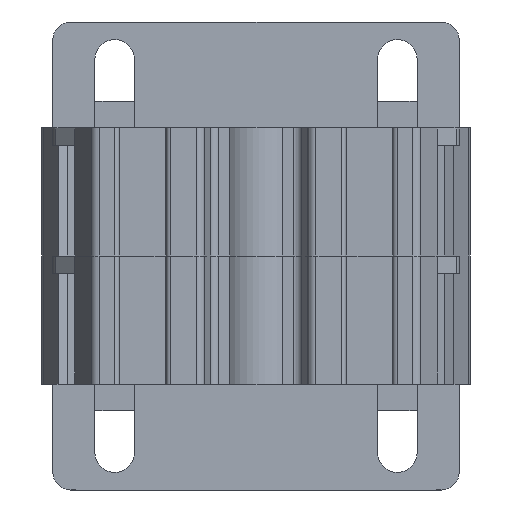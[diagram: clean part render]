
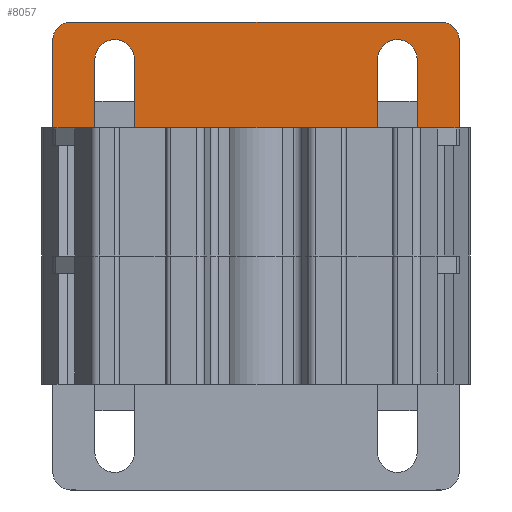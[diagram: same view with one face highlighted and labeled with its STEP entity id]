
A CAD part, front view. The second image highlights one B-rep face of the part: STEP entity #8057.
In plain terms, the highlighted planar face has unit normal (0, -1, 0).
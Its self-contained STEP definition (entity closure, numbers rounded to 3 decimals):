
#1545=DIRECTION('',(0.,0.,1.));
#1546=VECTOR('',#1545,7.75);
#1547=CARTESIAN_POINT('',(37.25,0.,-12.));
#1548=LINE('',#1547,#1546);
#1574=DIRECTION('',(0.,0.,-1.));
#1575=VECTOR('',#1574,7.75);
#1576=CARTESIAN_POINT('',(41.75,0.,-4.25));
#1577=LINE('',#1576,#1575);
#1590=CARTESIAN_POINT('',(44.5,0.,-2.));
#1591=DIRECTION('',(0.,-1.,0.));
#1592=DIRECTION('',(1.,0.,0.));
#1593=AXIS2_PLACEMENT_3D('',#1590,#1591,#1592);
#1595=DIRECTION('',(0.,0.,1.));
#1596=VECTOR('',#1595,10.);
#1597=CARTESIAN_POINT('',(46.5,0.,-12.));
#1598=LINE('',#1597,#1596);
#1599=DIRECTION('',(1.,0.,0.));
#1600=VECTOR('',#1599,4.75);
#1601=CARTESIAN_POINT('',(41.75,0.,-12.));
#1602=LINE('',#1601,#1600);
#1603=CARTESIAN_POINT('',(39.5,0.,-4.25));
#1604=DIRECTION('',(0.,1.,0.));
#1605=DIRECTION('',(-1.,0.,0.));
#1606=AXIS2_PLACEMENT_3D('',#1603,#1604,#1605);
#1608=DIRECTION('',(1.,0.,0.));
#1609=VECTOR('',#1608,27.5);
#1610=CARTESIAN_POINT('',(9.75,0.,-12.));
#1611=LINE('',#1610,#1609);
#1612=DIRECTION('',(0.,0.,-1.));
#1613=VECTOR('',#1612,7.75);
#1614=CARTESIAN_POINT('',(9.75,0.,-4.25));
#1615=LINE('',#1614,#1613);
#1616=CARTESIAN_POINT('',(7.5,0.,-4.25));
#1617=DIRECTION('',(0.,1.,0.));
#1618=DIRECTION('',(-1.,0.,0.));
#1619=AXIS2_PLACEMENT_3D('',#1616,#1617,#1618);
#1621=DIRECTION('',(0.,0.,1.));
#1622=VECTOR('',#1621,7.75);
#1623=CARTESIAN_POINT('',(5.25,0.,-12.));
#1624=LINE('',#1623,#1622);
#1625=DIRECTION('',(1.,0.,0.));
#1626=VECTOR('',#1625,4.75);
#1627=CARTESIAN_POINT('',(0.5,0.,-12.));
#1628=LINE('',#1627,#1626);
#1629=DIRECTION('',(0.,0.,-1.));
#1630=VECTOR('',#1629,10.);
#1631=CARTESIAN_POINT('',(0.5,0.,-2.));
#1632=LINE('',#1631,#1630);
#1633=CARTESIAN_POINT('',(2.5,0.,-2.));
#1634=DIRECTION('',(0.,-1.,0.));
#1635=DIRECTION('',(0.,0.,1.));
#1636=AXIS2_PLACEMENT_3D('',#1633,#1634,#1635);
#1638=DIRECTION('',(-1.,0.,0.));
#1639=VECTOR('',#1638,42.);
#1640=CARTESIAN_POINT('',(44.5,0.,0.));
#1641=LINE('',#1640,#1639);
#5149=CARTESIAN_POINT('',(46.5,0.,-12.));
#5151=VERTEX_POINT('',#5149);
#5153=CARTESIAN_POINT('',(41.75,0.,-12.));
#5154=VERTEX_POINT('',#5153);
#5159=CARTESIAN_POINT('',(37.25,0.,-12.));
#5160=VERTEX_POINT('',#5159);
#5161=CARTESIAN_POINT('',(9.75,0.,-12.));
#5162=VERTEX_POINT('',#5161);
#5167=CARTESIAN_POINT('',(5.25,0.,-12.));
#5168=VERTEX_POINT('',#5167);
#5169=CARTESIAN_POINT('',(0.5,0.,-12.));
#5170=VERTEX_POINT('',#5169);
#5476=CARTESIAN_POINT('',(46.5,0.,-2.));
#5477=VERTEX_POINT('',#5476);
#5518=CARTESIAN_POINT('',(2.5,0.,0.));
#5519=VERTEX_POINT('',#5518);
#5520=CARTESIAN_POINT('',(44.5,0.,0.));
#5521=VERTEX_POINT('',#5520);
#5586=CARTESIAN_POINT('',(9.75,0.,-4.25));
#5587=VERTEX_POINT('',#5586);
#5588=CARTESIAN_POINT('',(5.25,0.,-4.25));
#5589=VERTEX_POINT('',#5588);
#5593=CARTESIAN_POINT('',(0.5,0.,-2.));
#5594=VERTEX_POINT('',#5593);
#5595=CARTESIAN_POINT('',(41.75,0.,-4.25));
#5596=VERTEX_POINT('',#5595);
#5597=CARTESIAN_POINT('',(37.25,0.,-4.25));
#5598=VERTEX_POINT('',#5597);
#8030=CARTESIAN_POINT('',(23.5,0.,-6.));
#8031=DIRECTION('',(0.,1.,0.));
#8032=DIRECTION('',(1.,0.,0.));
#8033=AXIS2_PLACEMENT_3D('',#8030,#8031,#8032);
#8034=PLANE('',#8033);
#8036=ORIENTED_EDGE('',*,*,#8035,.F.);
#8037=ORIENTED_EDGE('',*,*,#7683,.F.);
#8038=ORIENTED_EDGE('',*,*,#5940,.F.);
#8039=ORIENTED_EDGE('',*,*,#8011,.F.);
#8040=ORIENTED_EDGE('',*,*,#8023,.F.);
#8041=ORIENTED_EDGE('',*,*,#7980,.F.);
#8042=ORIENTED_EDGE('',*,*,#5932,.F.);
#8044=ORIENTED_EDGE('',*,*,#8043,.F.);
#8046=ORIENTED_EDGE('',*,*,#8045,.F.);
#8048=ORIENTED_EDGE('',*,*,#8047,.F.);
#8049=ORIENTED_EDGE('',*,*,#5924,.F.);
#8051=ORIENTED_EDGE('',*,*,#8050,.F.);
#8053=ORIENTED_EDGE('',*,*,#8052,.F.);
#8054=ORIENTED_EDGE('',*,*,#7426,.F.);
#8055=EDGE_LOOP('',(#8036,#8037,#8038,#8039,#8040,#8041,#8042,#8044,#8046,#8048,
#8049,#8051,#8053,#8054));
#8056=FACE_OUTER_BOUND('',#8055,.F.);
#8057=ADVANCED_FACE('',(#8056),#8034,.F.);
#1594=CIRCLE('',#1593,2.);
#1607=CIRCLE('',#1606,2.25);
#1620=CIRCLE('',#1619,2.25);
#1637=CIRCLE('',#1636,2.);
#5924=EDGE_CURVE('',#5170,#5168,#1628,.T.);
#5932=EDGE_CURVE('',#5162,#5160,#1611,.T.);
#5940=EDGE_CURVE('',#5154,#5151,#1602,.T.);
#7426=EDGE_CURVE('',#5521,#5519,#1641,.T.);
#7683=EDGE_CURVE('',#5151,#5477,#1598,.T.);
#7980=EDGE_CURVE('',#5160,#5598,#1548,.T.);
#8011=EDGE_CURVE('',#5596,#5154,#1577,.T.);
#8023=EDGE_CURVE('',#5598,#5596,#1607,.T.);
#8035=EDGE_CURVE('',#5477,#5521,#1594,.T.);
#8043=EDGE_CURVE('',#5587,#5162,#1615,.T.);
#8045=EDGE_CURVE('',#5589,#5587,#1620,.T.);
#8047=EDGE_CURVE('',#5168,#5589,#1624,.T.);
#8050=EDGE_CURVE('',#5594,#5170,#1632,.T.);
#8052=EDGE_CURVE('',#5519,#5594,#1637,.T.);
